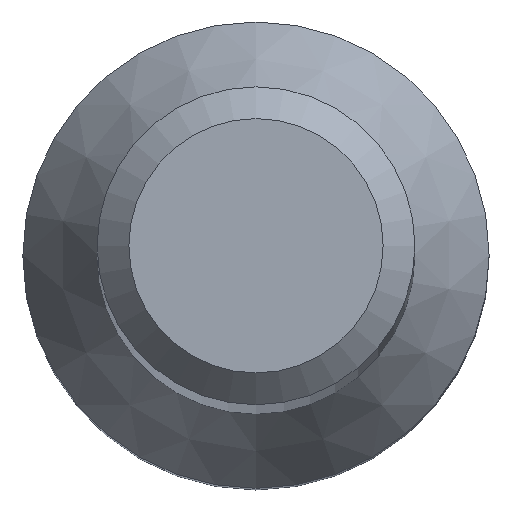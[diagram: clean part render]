
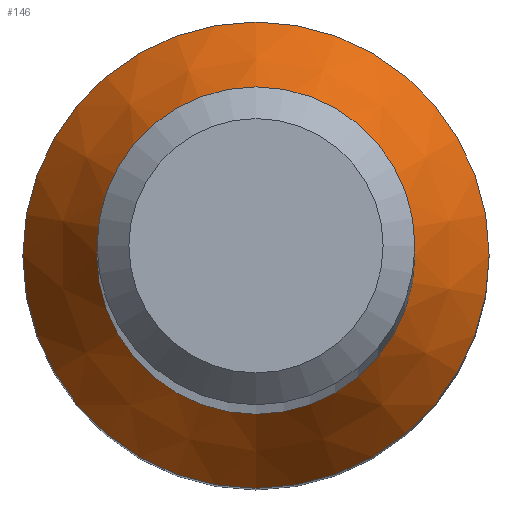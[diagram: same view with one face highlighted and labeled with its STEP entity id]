
A CAD part, top view. The second image highlights one B-rep face of the part: STEP entity #146.
In plain terms, the highlighted conical face has half-angle 30 degrees and reference radius 2.934 mm.
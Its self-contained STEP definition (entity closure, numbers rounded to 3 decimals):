
#11 = CIRCLE ( 'NONE', #99, 2. ) ;
#15 = AXIS2_PLACEMENT_3D ( 'NONE', #131, #109, #55 ) ;
#32 = DIRECTION ( 'NONE',  ( 0., 0., -1. ) ) ;
#55 = DIRECTION ( 'NONE',  ( 0., 1., 0. ) ) ;
#64 = CIRCLE ( 'NONE', #126, 2.934 ) ;
#73 = FACE_OUTER_BOUND ( 'NONE', #86, .T. ) ;
#74 = DIRECTION ( 'NONE',  ( 0., 1., 0. ) ) ;
#85 = ORIENTED_EDGE ( 'NONE', *, *, #216, .T. ) ;
#86 = EDGE_LOOP ( 'NONE', ( #144 ) ) ;
#90 = VERTEX_POINT ( 'NONE', #161 ) ;
#92 = CARTESIAN_POINT ( 'NONE',  ( 0., 0., 13.992 ) ) ;
#99 = AXIS2_PLACEMENT_3D ( 'NONE', #92, #32, #187 ) ;
#109 = DIRECTION ( 'NONE',  ( 0., 0., -1. ) ) ;
#122 = EDGE_LOOP ( 'NONE', ( #85 ) ) ;
#126 = AXIS2_PLACEMENT_3D ( 'NONE', #219, #127, #74 ) ;
#127 = DIRECTION ( 'NONE',  ( 0., 0., -1. ) ) ;
#130 = EDGE_CURVE ( 'NONE', #90, #90, #64, .T. ) ;
#131 = CARTESIAN_POINT ( 'NONE',  ( 0., 0., 12.374 ) ) ;
#144 = ORIENTED_EDGE ( 'NONE', *, *, #130, .F. ) ;
#145 = VERTEX_POINT ( 'NONE', #217 ) ;
#146 = ADVANCED_FACE ( 'NONE', ( #236, #73 ), #157, .T. ) ;
#157 = CONICAL_SURFACE ( 'NONE', #15, 2.934, 0.524 ) ;
#161 = CARTESIAN_POINT ( 'NONE',  ( 0., 2.934, 12.374 ) ) ;
#187 = DIRECTION ( 'NONE',  ( 0., 1., 0. ) ) ;
#216 = EDGE_CURVE ( 'NONE', #145, #145, #11, .T. ) ;
#217 = CARTESIAN_POINT ( 'NONE',  ( 0., 2., 13.992 ) ) ;
#219 = CARTESIAN_POINT ( 'NONE',  ( 0., 0., 12.374 ) ) ;
#236 = FACE_BOUND ( 'NONE', #122, .T. ) ;
